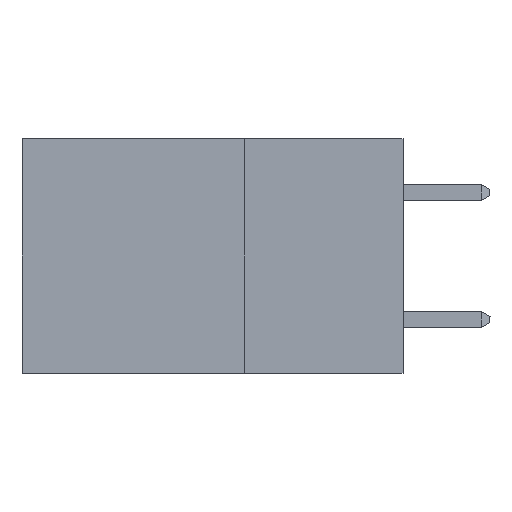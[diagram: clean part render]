
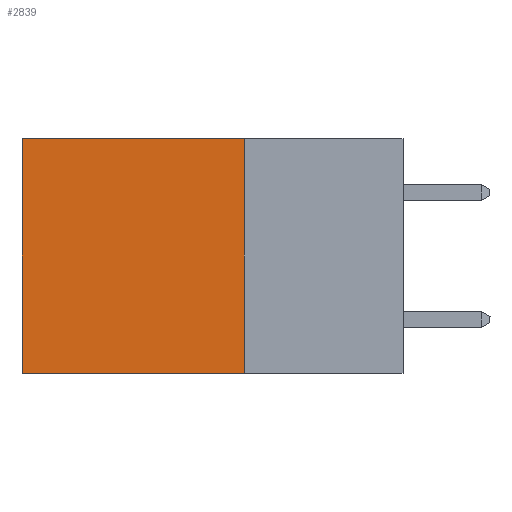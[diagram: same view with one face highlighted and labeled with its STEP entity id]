
A CAD part, left-side view. The second image highlights one B-rep face of the part: STEP entity #2839.
In plain terms, the highlighted planar face has unit normal (-1, 0, 0).
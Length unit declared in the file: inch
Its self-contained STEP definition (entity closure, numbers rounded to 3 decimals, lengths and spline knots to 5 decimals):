
#1274 = LINE ( 'NONE', #14174, #6546 ) ;
#1663 = EDGE_CURVE ( 'NONE', #20772, #42659, #10603, .T. ) ;
#1736 = DIRECTION ( 'NONE',  ( 0., 0., -1. ) ) ;
#1928 = ORIENTED_EDGE ( 'NONE', *, *, #17146, .F. ) ;
#2601 = DIRECTION ( 'NONE',  ( 0., 1., 0. ) ) ;
#2839 = ADVANCED_FACE ( 'NONE', ( #36443 ), #5379, .F. ) ;
#3755 = CARTESIAN_POINT ( 'NONE',  ( 0.2875, 0.25, -0.37 ) ) ;
#4102 = EDGE_CURVE ( 'NONE', #42659, #42412, #1274, .T. ) ;
#4751 = CARTESIAN_POINT ( 'NONE',  ( 0.2875, 0.6, 0. ) ) ;
#5379 = PLANE ( 'NONE',  #42285 ) ;
#6546 = VECTOR ( 'NONE', #1736, 39.37008 ) ;
#8260 = DIRECTION ( 'NONE',  ( 0., 1., 0. ) ) ;
#10603 = LINE ( 'NONE', #33904, #33155 ) ;
#14174 = CARTESIAN_POINT ( 'NONE',  ( 0.2875, 0.6, 0. ) ) ;
#14253 = CARTESIAN_POINT ( 'NONE',  ( 0.2875, 0.25, 0. ) ) ;
#15245 = VERTEX_POINT ( 'NONE', #3755 ) ;
#17146 = EDGE_CURVE ( 'NONE', #15245, #42412, #17173, .T. ) ;
#17173 = LINE ( 'NONE', #38879, #43312 ) ;
#18310 = EDGE_CURVE ( 'NONE', #20772, #15245, #34777, .T. ) ;
#20772 = VERTEX_POINT ( 'NONE', #42681 ) ;
#22754 = DIRECTION ( 'NONE',  ( 1., 0., 0. ) ) ;
#28178 = DIRECTION ( 'NONE',  ( 0., 0., -1. ) ) ;
#29419 = ORIENTED_EDGE ( 'NONE', *, *, #4102, .T. ) ;
#33155 = VECTOR ( 'NONE', #2601, 39.37008 ) ;
#33904 = CARTESIAN_POINT ( 'NONE',  ( 0.2875, 0.25, 0. ) ) ;
#34777 = LINE ( 'NONE', #14253, #40718 ) ;
#36443 = FACE_OUTER_BOUND ( 'NONE', #38701, .T. ) ;
#38701 = EDGE_LOOP ( 'NONE', ( #29419, #1928, #41281, #40494 ) ) ;
#38879 = CARTESIAN_POINT ( 'NONE',  ( 0.2875, 0.25, -0.37 ) ) ;
#40494 = ORIENTED_EDGE ( 'NONE', *, *, #1663, .T. ) ;
#40523 = DIRECTION ( 'NONE',  ( 0., 0., -1. ) ) ;
#40718 = VECTOR ( 'NONE', #28178, 39.37008 ) ;
#40751 = CARTESIAN_POINT ( 'NONE',  ( 0.2875, 0.25, 0. ) ) ;
#41281 = ORIENTED_EDGE ( 'NONE', *, *, #18310, .F. ) ;
#42285 = AXIS2_PLACEMENT_3D ( 'NONE', #40751, #22754, #40523 ) ;
#42412 = VERTEX_POINT ( 'NONE', #44274 ) ;
#42659 = VERTEX_POINT ( 'NONE', #4751 ) ;
#42681 = CARTESIAN_POINT ( 'NONE',  ( 0.2875, 0.25, 0. ) ) ;
#43312 = VECTOR ( 'NONE', #8260, 39.37008 ) ;
#44274 = CARTESIAN_POINT ( 'NONE',  ( 0.2875, 0.6, -0.37 ) ) ;
